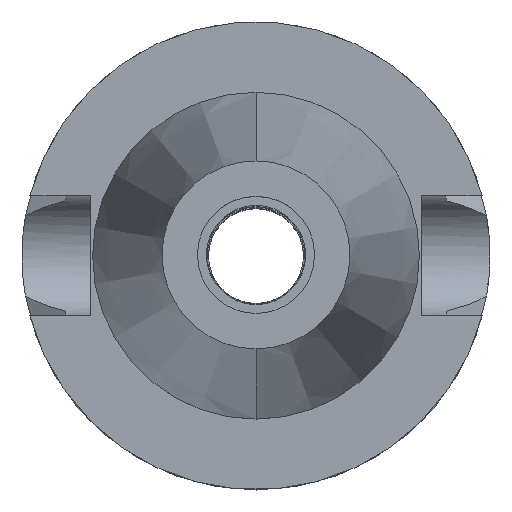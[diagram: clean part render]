
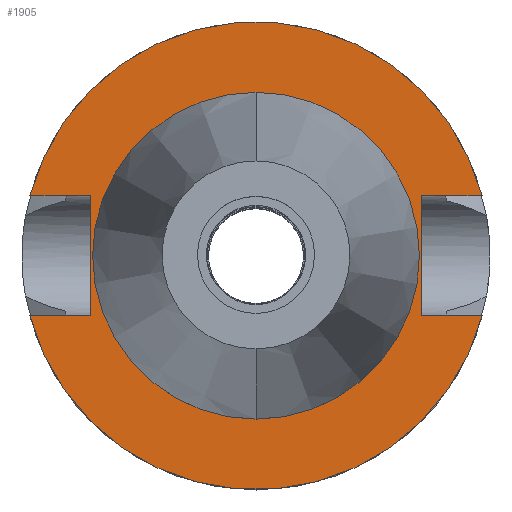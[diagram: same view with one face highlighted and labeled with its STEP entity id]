
A CAD part, top view. The second image highlights one B-rep face of the part: STEP entity #1905.
In plain terms, the highlighted planar face has unit normal (0, 0, 1).
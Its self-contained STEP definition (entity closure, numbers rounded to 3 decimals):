
#8 = VERTEX_POINT ( 'NONE', #840 ) ;
#9 = PLANE ( 'NONE',  #3583 ) ;
#17 = CARTESIAN_POINT ( 'NONE',  ( 0., 0., -3. ) ) ;
#45 = ORIENTED_EDGE ( 'NONE', *, *, #239, .F. ) ;
#141 = CARTESIAN_POINT ( 'NONE',  ( -35.4, 12.85, -3. ) ) ;
#202 = VERTEX_POINT ( 'NONE', #1176 ) ;
#211 = CIRCLE ( 'NONE', #3601, 34.925 ) ;
#239 = EDGE_CURVE ( 'NONE', #1059, #2559, #861, .T. ) ;
#261 = VECTOR ( 'NONE', #3377, 1000. ) ;
#272 = CARTESIAN_POINT ( 'NONE',  ( 48.321, -12.85, -3. ) ) ;
#304 = ORIENTED_EDGE ( 'NONE', *, *, #3556, .T. ) ;
#305 = DIRECTION ( 'NONE',  ( 0., 0., -1. ) ) ;
#375 = DIRECTION ( 'NONE',  ( 1., 0., 0. ) ) ;
#393 = ORIENTED_EDGE ( 'NONE', *, *, #655, .F. ) ;
#600 = FACE_OUTER_BOUND ( 'NONE', #1330, .T. ) ;
#638 = DIRECTION ( 'NONE',  ( 0., 0., -1. ) ) ;
#655 = EDGE_CURVE ( 'NONE', #2839, #8, #2834, .T. ) ;
#660 = VECTOR ( 'NONE', #1535, 1000. ) ;
#723 = VERTEX_POINT ( 'NONE', #904 ) ;
#762 = VERTEX_POINT ( 'NONE', #3242 ) ;
#840 = CARTESIAN_POINT ( 'NONE',  ( 48.321, 12.85, -3. ) ) ;
#849 = CARTESIAN_POINT ( 'NONE',  ( 0., 0., -3. ) ) ;
#861 = CIRCLE ( 'NONE', #2950, 50. ) ;
#870 = CARTESIAN_POINT ( 'NONE',  ( 35.4, 12.85, -3. ) ) ;
#904 = CARTESIAN_POINT ( 'NONE',  ( 35.4, -12.85, -3. ) ) ;
#910 = CARTESIAN_POINT ( 'NONE',  ( -35.4, -12.85, -3. ) ) ;
#926 = EDGE_CURVE ( 'NONE', #202, #3508, #211, .T. ) ;
#930 = DIRECTION ( 'NONE',  ( 0., -1., 0. ) ) ;
#947 = LINE ( 'NONE', #2333, #2101 ) ;
#968 = CARTESIAN_POINT ( 'NONE',  ( 35.4, 12.85, -3. ) ) ;
#1036 = CARTESIAN_POINT ( 'NONE',  ( -35.4, -12.85, -3. ) ) ;
#1059 = VERTEX_POINT ( 'NONE', #272 ) ;
#1077 = ORIENTED_EDGE ( 'NONE', *, *, #3028, .F. ) ;
#1176 = CARTESIAN_POINT ( 'NONE',  ( 0., 34.925, -3. ) ) ;
#1228 = ORIENTED_EDGE ( 'NONE', *, *, #1842, .F. ) ;
#1229 = CARTESIAN_POINT ( 'NONE',  ( 0., -34.925, -3. ) ) ;
#1244 = CARTESIAN_POINT ( 'NONE',  ( 35.4, 12.85, -3. ) ) ;
#1315 = EDGE_CURVE ( 'NONE', #2805, #8, #3218, .T. ) ;
#1330 = EDGE_LOOP ( 'NONE', ( #304, #45, #1394, #1494, #2788, #393, #1077, #1686 ) ) ;
#1394 = ORIENTED_EDGE ( 'NONE', *, *, #1765, .F. ) ;
#1419 = LINE ( 'NONE', #1453, #2363 ) ;
#1453 = CARTESIAN_POINT ( 'NONE',  ( 35.4, -12.85, -3. ) ) ;
#1455 = AXIS2_PLACEMENT_3D ( 'NONE', #17, #1476, #1742 ) ;
#1476 = DIRECTION ( 'NONE',  ( 0., 0., -1. ) ) ;
#1494 = ORIENTED_EDGE ( 'NONE', *, *, #3641, .F. ) ;
#1535 = DIRECTION ( 'NONE',  ( 0., 1., 0. ) ) ;
#1674 = CARTESIAN_POINT ( 'NONE',  ( 0., 0., -3. ) ) ;
#1686 = ORIENTED_EDGE ( 'NONE', *, *, #3587, .F. ) ;
#1692 = VECTOR ( 'NONE', #375, 1000. ) ;
#1742 = DIRECTION ( 'NONE',  ( 0., 1., 0. ) ) ;
#1765 = EDGE_CURVE ( 'NONE', #723, #1059, #1419, .T. ) ;
#1766 = DIRECTION ( 'NONE',  ( 0., -1., 0. ) ) ;
#1842 = EDGE_CURVE ( 'NONE', #3508, #202, #3138, .T. ) ;
#1905 = ADVANCED_FACE ( 'NONE', ( #600, #2812 ), #9, .F. ) ;
#1980 = DIRECTION ( 'NONE',  ( 0., -1., 0. ) ) ;
#2051 = DIRECTION ( 'NONE',  ( -1., 0., 0. ) ) ;
#2094 = LINE ( 'NONE', #910, #660 ) ;
#2101 = VECTOR ( 'NONE', #2051, 1000. ) ;
#2198 = DIRECTION ( 'NONE',  ( 0., 1., 0. ) ) ;
#2333 = CARTESIAN_POINT ( 'NONE',  ( -35.4, -12.85, -3. ) ) ;
#2348 = LINE ( 'NONE', #1244, #3462 ) ;
#2363 = VECTOR ( 'NONE', #2903, 1000. ) ;
#2378 = ORIENTED_EDGE ( 'NONE', *, *, #926, .F. ) ;
#2428 = VERTEX_POINT ( 'NONE', #1036 ) ;
#2559 = VERTEX_POINT ( 'NONE', #3625 ) ;
#2640 = EDGE_LOOP ( 'NONE', ( #2378, #1228 ) ) ;
#2699 = LINE ( 'NONE', #141, #261 ) ;
#2757 = CARTESIAN_POINT ( 'NONE',  ( 0., 0., -3. ) ) ;
#2788 = ORIENTED_EDGE ( 'NONE', *, *, #1315, .T. ) ;
#2799 = DIRECTION ( 'NONE',  ( 0., 0., 1. ) ) ;
#2805 = VERTEX_POINT ( 'NONE', #870 ) ;
#2812 = FACE_BOUND ( 'NONE', #2640, .T. ) ;
#2834 = CIRCLE ( 'NONE', #1455, 50. ) ;
#2839 = VERTEX_POINT ( 'NONE', #3033 ) ;
#2903 = DIRECTION ( 'NONE',  ( 1., 0., 0. ) ) ;
#2950 = AXIS2_PLACEMENT_3D ( 'NONE', #3197, #638, #1766 ) ;
#3028 = EDGE_CURVE ( 'NONE', #762, #2839, #2699, .T. ) ;
#3033 = CARTESIAN_POINT ( 'NONE',  ( -48.321, 12.85, -3. ) ) ;
#3138 = CIRCLE ( 'NONE', #3603, 34.925 ) ;
#3197 = CARTESIAN_POINT ( 'NONE',  ( 0., 0., -3. ) ) ;
#3218 = LINE ( 'NONE', #968, #1692 ) ;
#3242 = CARTESIAN_POINT ( 'NONE',  ( -35.4, 12.85, -3. ) ) ;
#3375 = DIRECTION ( 'NONE',  ( 0., 0., 1. ) ) ;
#3377 = DIRECTION ( 'NONE',  ( -1., 0., 0. ) ) ;
#3405 = DIRECTION ( 'NONE',  ( 0., -1., 0. ) ) ;
#3462 = VECTOR ( 'NONE', #930, 1000. ) ;
#3508 = VERTEX_POINT ( 'NONE', #1229 ) ;
#3556 = EDGE_CURVE ( 'NONE', #2428, #2559, #947, .T. ) ;
#3583 = AXIS2_PLACEMENT_3D ( 'NONE', #849, #305, #1980 ) ;
#3587 = EDGE_CURVE ( 'NONE', #2428, #762, #2094, .T. ) ;
#3601 = AXIS2_PLACEMENT_3D ( 'NONE', #2757, #2799, #2198 ) ;
#3603 = AXIS2_PLACEMENT_3D ( 'NONE', #1674, #3375, #3405 ) ;
#3625 = CARTESIAN_POINT ( 'NONE',  ( -48.321, -12.85, -3. ) ) ;
#3641 = EDGE_CURVE ( 'NONE', #2805, #723, #2348, .T. ) ;
